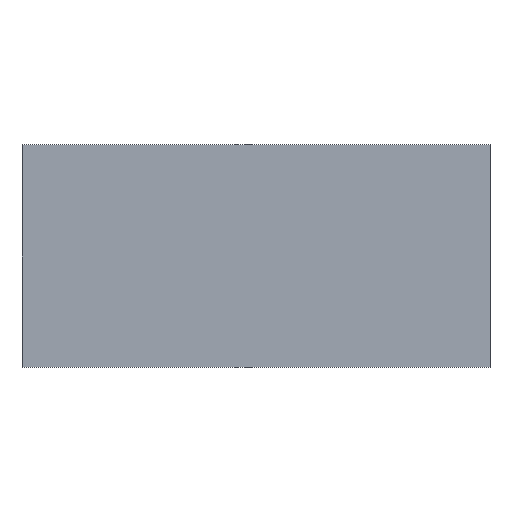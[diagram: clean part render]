
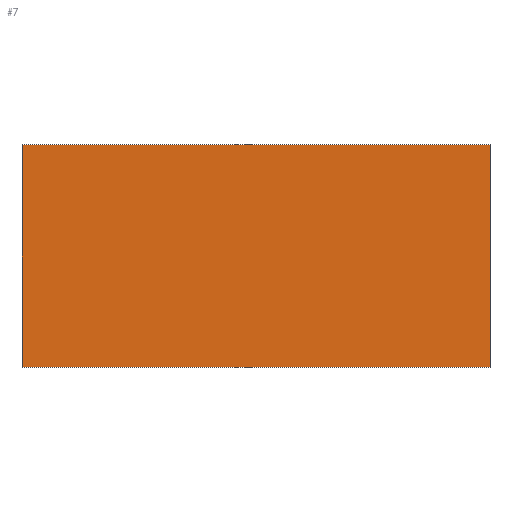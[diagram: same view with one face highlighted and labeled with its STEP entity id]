
A CAD part, top view. The second image highlights one B-rep face of the part: STEP entity #7.
In plain terms, the highlighted planar face has unit normal (0, 0, 1).
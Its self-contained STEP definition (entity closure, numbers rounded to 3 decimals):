
#7 = ADVANCED_FACE ( 'Face2', ( #69 ), #139, .F. ) ;
#12 = VERTEX_POINT ( 'NONE', #89 ) ;
#14 = VERTEX_POINT ( 'NONE', #181 ) ;
#17 = DIRECTION ( 'NONE',  ( 0., 0., -1. ) ) ;
#22 = DIRECTION ( 'NONE',  ( -1., 0., 0. ) ) ;
#37 = VECTOR ( 'NONE', #144, 1000. ) ;
#51 = VERTEX_POINT ( 'NONE', #142 ) ;
#53 = EDGE_CURVE ( 'Edge1', #12, #51, #92, .T. ) ;
#60 = CARTESIAN_POINT ( 'NONE',  ( 145., -69., 0.5 ) ) ;
#69 = FACE_OUTER_BOUND ( 'NONE', #156, .T. ) ;
#86 = ORIENTED_EDGE ( 'NONE', *, *, #215, .T. ) ;
#89 = CARTESIAN_POINT ( 'NONE',  ( 145., 69., 0.5 ) ) ;
#92 = LINE ( 'NONE', #162, #37 ) ;
#94 = CARTESIAN_POINT ( 'NONE',  ( 145., 69., 0.5 ) ) ;
#96 = LINE ( 'NONE', #60, #213 ) ;
#123 = ORIENTED_EDGE ( 'NONE', *, *, #129, .T. ) ;
#129 = EDGE_CURVE ( 'Edge4', #178, #12, #230, .T. ) ;
#130 = DIRECTION ( 'NONE',  ( 0., -1., 0. ) ) ;
#139 = PLANE ( 'NONE',  #236 ) ;
#142 = CARTESIAN_POINT ( 'NONE',  ( -145., 69., 0.5 ) ) ;
#144 = DIRECTION ( 'NONE',  ( -1., 0., 0. ) ) ;
#147 = CARTESIAN_POINT ( 'NONE',  ( 145., -69., 0.5 ) ) ;
#156 = EDGE_LOOP ( 'NONE', ( #158, #86, #123, #189 ) ) ;
#158 = ORIENTED_EDGE ( 'NONE', *, *, #185, .T. ) ;
#161 = CARTESIAN_POINT ( 'NONE',  ( 0., 0., 0.5 ) ) ;
#162 = CARTESIAN_POINT ( 'NONE',  ( 145., 69., 0.5 ) ) ;
#178 = VERTEX_POINT ( 'NONE', #147 ) ;
#181 = CARTESIAN_POINT ( 'NONE',  ( -145., -69., 0.5 ) ) ;
#184 = VECTOR ( 'NONE', #216, 1000. ) ;
#185 = EDGE_CURVE ( 'Edge2', #51, #14, #194, .T. ) ;
#189 = ORIENTED_EDGE ( 'NONE', *, *, #53, .T. ) ;
#194 = LINE ( 'NONE', #219, #224 ) ;
#207 = DIRECTION ( 'NONE',  ( 1., 0., 0. ) ) ;
#213 = VECTOR ( 'NONE', #207, 1000. ) ;
#215 = EDGE_CURVE ( 'Edge8', #14, #178, #96, .T. ) ;
#216 = DIRECTION ( 'NONE',  ( 0., 1., 0. ) ) ;
#219 = CARTESIAN_POINT ( 'NONE',  ( -145., 69., 0.5 ) ) ;
#224 = VECTOR ( 'NONE', #130, 1000. ) ;
#230 = LINE ( 'NONE', #94, #184 ) ;
#236 = AXIS2_PLACEMENT_3D ( 'NONE', #161, #17, #22 ) ;
